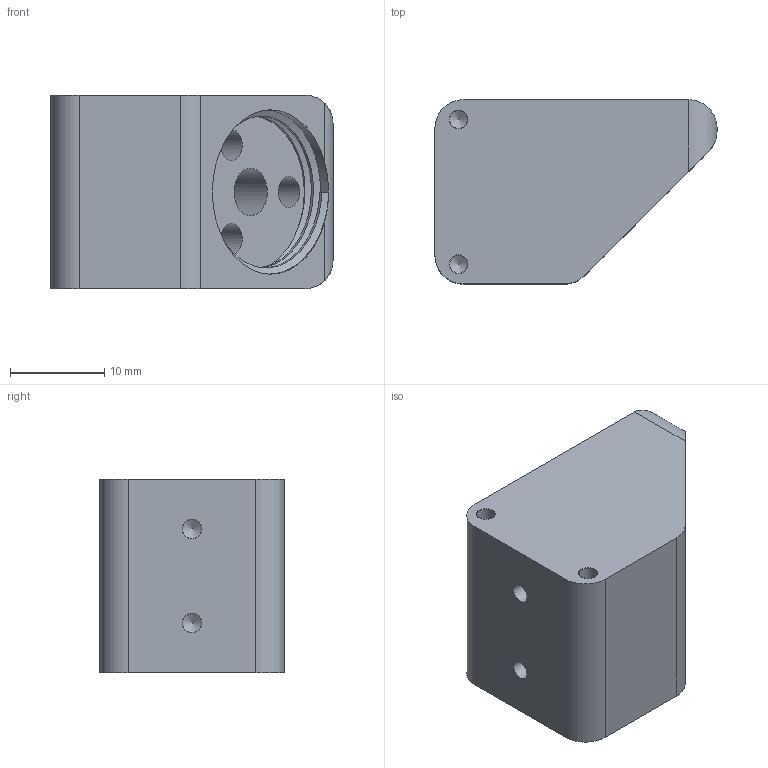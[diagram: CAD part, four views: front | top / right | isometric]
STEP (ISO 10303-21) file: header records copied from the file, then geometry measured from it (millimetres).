
FILE_DESCRIPTION(/* description */ ('STEP AP242','CAx-IF Rec.Pracs.---Representation and Presentation of Product Manufacturing Information (PMI)---4.0---2014-10-13','CAx-IF Rec.Pracs.---3D Tessellated Geometry---0.4---2014-09-14','2;1'),/* implementation_level */ '2;1');
FILE_NAME(/* name */ '65ea869a72d618069fc2eab7',/* time_stamp */ '2024-03-08T03:31:39Z',/* author */ (''),/* organization */ (''),/* preprocessor_version */ 'ST-DEVELOPER v19.4',/* originating_system */ ' ',/* authorisation */ ' ');
FILE_SCHEMA (('AP242_MANAGED_MODEL_BASED_3D_ENGINEERING_MIM_LF { 1 0 10303 442 1 1 4 }'));
Length unit declared in the file: metre
Products named in the file (1): Part 1
Bounding box: 30 x 19.6 x 20.6 mm (x, y, z)
Volume: 8319 mm3; surface area: 3570.3 mm2
Topology: 1 solids, 1 shells, 43 faces, 111 edges, 70 vertices
Faces by surface type: cylinder 20, cone 12, plane 9, bspline 2
Full cylindrical faces by diameter (mm): 1.9 x4, 2 x2, 3.25 x3, 5 x1
Entity records: 1998 total; most frequent: CARTESIAN_POINT 1045, DIRECTION 194, ORIENTED_EDGE 158, AXIS2_PLACEMENT_3D 83, EDGE_CURVE 79, FACE_BOUND 79, EDGE_LOOP 73, VERTEX_POINT 66
